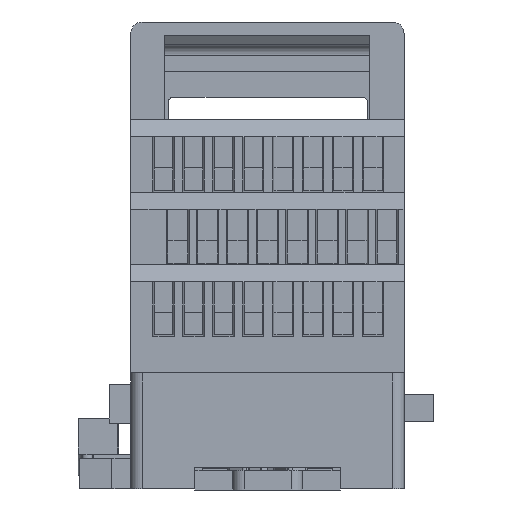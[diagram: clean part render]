
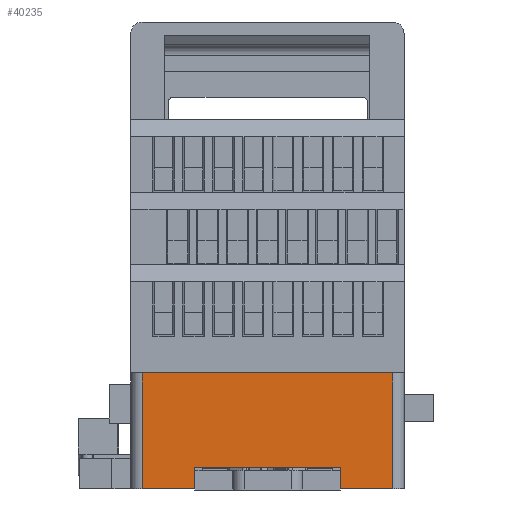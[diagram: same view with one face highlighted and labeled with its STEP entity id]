
A CAD part, front view. The second image highlights one B-rep face of the part: STEP entity #40235.
In plain terms, the highlighted planar face has unit normal (0, -1, 0).
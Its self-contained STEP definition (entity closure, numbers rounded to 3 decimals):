
#664 = VECTOR ( 'NONE', #29053, 1000. ) ;
#857 = CARTESIAN_POINT ( 'NONE',  ( 2., 0., 0. ) ) ;
#2262 = VECTOR ( 'NONE', #4679, 1000. ) ;
#4126 = CARTESIAN_POINT ( 'NONE',  ( 46., 0., -20.3 ) ) ;
#4679 = DIRECTION ( 'NONE',  ( -1., 0., 0. ) ) ;
#6637 = LINE ( 'NONE', #54500, #664 ) ;
#6920 = ORIENTED_EDGE ( 'NONE', *, *, #32976, .F. ) ;
#7157 = ORIENTED_EDGE ( 'NONE', *, *, #26872, .T. ) ;
#7567 = ORIENTED_EDGE ( 'NONE', *, *, #36204, .F. ) ;
#8204 = CARTESIAN_POINT ( 'NONE',  ( 2., 0., 0. ) ) ;
#9379 = DIRECTION ( 'NONE',  ( 1., 0., 0. ) ) ;
#9522 = DIRECTION ( 'NONE',  ( 1., 0., 0. ) ) ;
#9606 = CARTESIAN_POINT ( 'NONE',  ( 2., 0., -20.3 ) ) ;
#9703 = CARTESIAN_POINT ( 'NONE',  ( 2., 0., -20.3 ) ) ;
#11258 = VECTOR ( 'NONE', #9522, 1000. ) ;
#11532 = CARTESIAN_POINT ( 'NONE',  ( 2., 0., -20.3 ) ) ;
#13546 = LINE ( 'NONE', #46907, #2262 ) ;
#13878 = DIRECTION ( 'NONE',  ( 0., 0., -1. ) ) ;
#14582 = EDGE_LOOP ( 'NONE', ( #6920, #52965, #25455, #7157, #36642, #44814, #7567, #41822 ) ) ;
#15024 = LINE ( 'NONE', #16911, #26304 ) ;
#15127 = VERTEX_POINT ( 'NONE', #35440 ) ;
#15313 = LINE ( 'NONE', #11532, #26582 ) ;
#15961 = LINE ( 'NONE', #857, #48421 ) ;
#16017 = DIRECTION ( 'NONE',  ( 0., 0., 1. ) ) ;
#16911 = CARTESIAN_POINT ( 'NONE',  ( 36.75, 0., -16.55 ) ) ;
#17714 = VERTEX_POINT ( 'NONE', #8204 ) ;
#19001 = EDGE_CURVE ( 'NONE', #52877, #47920, #13546, .T. ) ;
#21211 = VECTOR ( 'NONE', #33771, 1000. ) ;
#22222 = PLANE ( 'NONE',  #43471 ) ;
#23287 = CARTESIAN_POINT ( 'NONE',  ( 46., 0., -20.3 ) ) ;
#24777 = EDGE_CURVE ( 'NONE', #52877, #51854, #15024, .T. ) ;
#25455 = ORIENTED_EDGE ( 'NONE', *, *, #24777, .T. ) ;
#26304 = VECTOR ( 'NONE', #37836, 1000. ) ;
#26582 = VECTOR ( 'NONE', #16017, 1000. ) ;
#26872 = EDGE_CURVE ( 'NONE', #51854, #27876, #43760, .T. ) ;
#27876 = VERTEX_POINT ( 'NONE', #23287 ) ;
#28439 = CARTESIAN_POINT ( 'NONE',  ( 36.75, 0., -20.3 ) ) ;
#28462 = LINE ( 'NONE', #31663, #49693 ) ;
#29053 = DIRECTION ( 'NONE',  ( 0., 0., -1. ) ) ;
#29582 = CARTESIAN_POINT ( 'NONE',  ( 11.25, 0., -20.3 ) ) ;
#31663 = CARTESIAN_POINT ( 'NONE',  ( 2., 0., -20.3 ) ) ;
#32976 = EDGE_CURVE ( 'NONE', #47920, #51519, #6637, .T. ) ;
#33771 = DIRECTION ( 'NONE',  ( 0., 0., 1. ) ) ;
#34418 = CARTESIAN_POINT ( 'NONE',  ( 11.25, 0., -16.55 ) ) ;
#34930 = VERTEX_POINT ( 'NONE', #46757 ) ;
#35440 = CARTESIAN_POINT ( 'NONE',  ( 2., 0., -20.3 ) ) ;
#35943 = DIRECTION ( 'NONE',  ( 1., 0., 0. ) ) ;
#36204 = EDGE_CURVE ( 'NONE', #15127, #17714, #15313, .T. ) ;
#36642 = ORIENTED_EDGE ( 'NONE', *, *, #54771, .T. ) ;
#37836 = DIRECTION ( 'NONE',  ( 0., 0., -1. ) ) ;
#39254 = DIRECTION ( 'NONE',  ( 0., -1., 0. ) ) ;
#40235 = ADVANCED_FACE ( 'NONE', ( #43823 ), #22222, .T. ) ;
#40740 = EDGE_CURVE ( 'NONE', #15127, #51519, #28462, .T. ) ;
#41822 = ORIENTED_EDGE ( 'NONE', *, *, #40740, .T. ) ;
#43471 = AXIS2_PLACEMENT_3D ( 'NONE', #9606, #39254, #13878 ) ;
#43760 = LINE ( 'NONE', #9703, #11258 ) ;
#43823 = FACE_OUTER_BOUND ( 'NONE', #14582, .T. ) ;
#43998 = CARTESIAN_POINT ( 'NONE',  ( 36.75, 0., -16.55 ) ) ;
#44814 = ORIENTED_EDGE ( 'NONE', *, *, #46010, .F. ) ;
#46010 = EDGE_CURVE ( 'NONE', #17714, #34930, #15961, .T. ) ;
#46757 = CARTESIAN_POINT ( 'NONE',  ( 46., 0., 0. ) ) ;
#46907 = CARTESIAN_POINT ( 'NONE',  ( 12.625, 0., -16.55 ) ) ;
#47920 = VERTEX_POINT ( 'NONE', #34418 ) ;
#48421 = VECTOR ( 'NONE', #9379, 1000. ) ;
#49693 = VECTOR ( 'NONE', #35943, 1000. ) ;
#51519 = VERTEX_POINT ( 'NONE', #29582 ) ;
#51854 = VERTEX_POINT ( 'NONE', #28439 ) ;
#52877 = VERTEX_POINT ( 'NONE', #43998 ) ;
#52965 = ORIENTED_EDGE ( 'NONE', *, *, #19001, .F. ) ;
#53752 = LINE ( 'NONE', #4126, #21211 ) ;
#54500 = CARTESIAN_POINT ( 'NONE',  ( 11.25, 0., -16.55 ) ) ;
#54771 = EDGE_CURVE ( 'NONE', #27876, #34930, #53752, .T. ) ;
